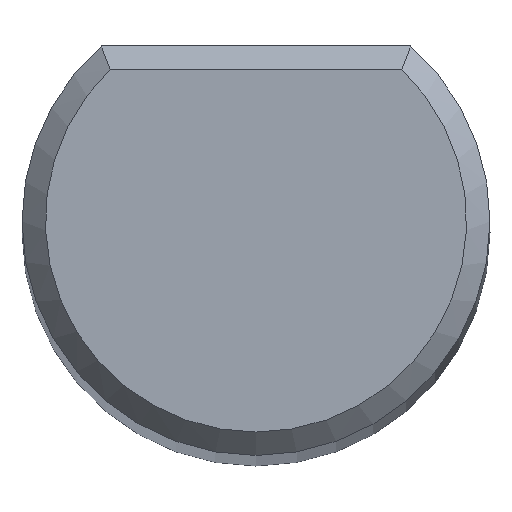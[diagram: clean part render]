
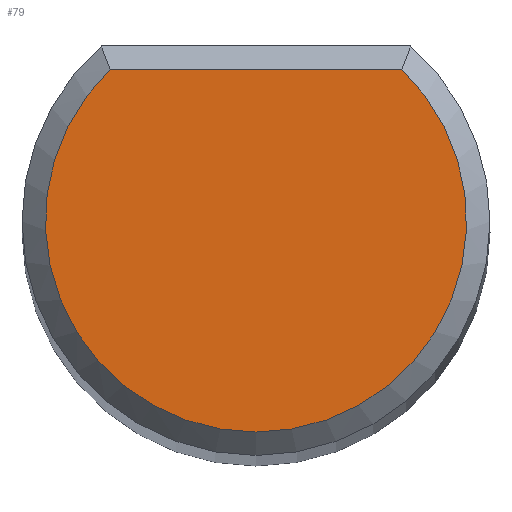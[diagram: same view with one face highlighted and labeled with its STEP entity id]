
A CAD part, top view. The second image highlights one B-rep face of the part: STEP entity #79.
In plain terms, the highlighted planar face has unit normal (0, 0, 1).
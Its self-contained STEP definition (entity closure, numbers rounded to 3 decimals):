
#7 = ORIENTED_EDGE ( 'NONE', *, *, #271, .T. ) ;
#43 = AXIS2_PLACEMENT_3D ( 'NONE', #119, #232, #89 ) ;
#49 = LINE ( 'NONE', #210, #216 ) ;
#58 = ORIENTED_EDGE ( 'NONE', *, *, #342, .F. ) ;
#64 = CARTESIAN_POINT ( 'NONE',  ( 1.245, 1.3, 52. ) ) ;
#79 = ADVANCED_FACE ( 'NONE', ( #109 ), #331, .T. ) ;
#89 = DIRECTION ( 'NONE',  ( 0., 1., 0. ) ) ;
#109 = FACE_OUTER_BOUND ( 'NONE', #120, .T. ) ;
#119 = CARTESIAN_POINT ( 'NONE',  ( 0., 0., 52. ) ) ;
#120 = EDGE_LOOP ( 'NONE', ( #58, #7 ) ) ;
#166 = DIRECTION ( 'NONE',  ( 1., 0., 0. ) ) ;
#210 = CARTESIAN_POINT ( 'NONE',  ( 0., 1.3, 52. ) ) ;
#216 = VECTOR ( 'NONE', #319, 1000. ) ;
#232 = DIRECTION ( 'NONE',  ( 0., 0., -1. ) ) ;
#246 = CIRCLE ( 'NONE', #43, 1.8 ) ;
#249 = CARTESIAN_POINT ( 'NONE',  ( 0., 0., 52. ) ) ;
#271 = EDGE_CURVE ( 'NONE', #338, #314, #49, .T. ) ;
#296 = AXIS2_PLACEMENT_3D ( 'NONE', #249, #305, #166 ) ;
#305 = DIRECTION ( 'NONE',  ( 0., 0., 1. ) ) ;
#314 = VERTEX_POINT ( 'NONE', #353 ) ;
#319 = DIRECTION ( 'NONE',  ( -1., 0., 0. ) ) ;
#331 = PLANE ( 'NONE',  #296 ) ;
#338 = VERTEX_POINT ( 'NONE', #64 ) ;
#342 = EDGE_CURVE ( 'NONE', #338, #314, #246, .T. ) ;
#353 = CARTESIAN_POINT ( 'NONE',  ( -1.245, 1.3, 52. ) ) ;
